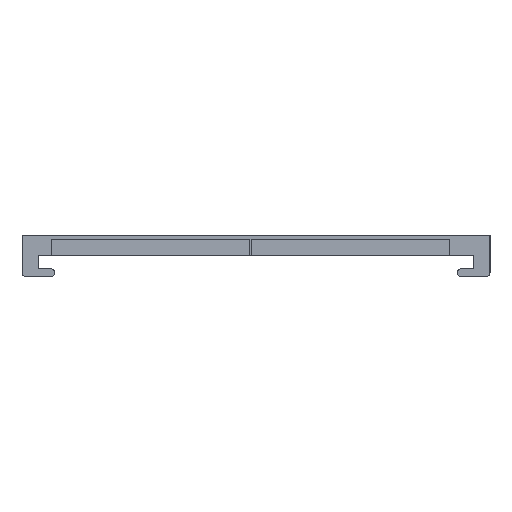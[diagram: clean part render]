
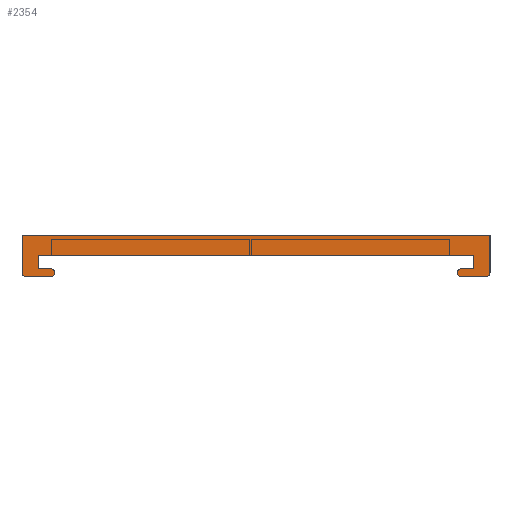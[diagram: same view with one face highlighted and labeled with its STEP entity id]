
A CAD part, left-side view. The second image highlights one B-rep face of the part: STEP entity #2354.
In plain terms, the highlighted planar face has unit normal (-1, 0, 0).
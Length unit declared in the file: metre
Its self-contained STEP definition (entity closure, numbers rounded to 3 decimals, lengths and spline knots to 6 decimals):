
#16=CIRCLE('',#2492,0.0005);
#17=CIRCLE('',#2493,0.0005);
#18=CIRCLE('',#2494,0.0005);
#19=CIRCLE('',#2495,0.0005);
#168=ORIENTED_EDGE('',*,*,#804,.F.);
#169=ORIENTED_EDGE('',*,*,#805,.T.);
#170=ORIENTED_EDGE('',*,*,#806,.F.);
#171=ORIENTED_EDGE('',*,*,#807,.F.);
#172=ORIENTED_EDGE('',*,*,#808,.T.);
#173=ORIENTED_EDGE('',*,*,#809,.T.);
#174=ORIENTED_EDGE('',*,*,#810,.T.);
#175=ORIENTED_EDGE('',*,*,#811,.T.);
#176=ORIENTED_EDGE('',*,*,#812,.F.);
#177=ORIENTED_EDGE('',*,*,#813,.F.);
#178=ORIENTED_EDGE('',*,*,#814,.T.);
#179=ORIENTED_EDGE('',*,*,#815,.T.);
#180=ORIENTED_EDGE('',*,*,#816,.T.);
#181=ORIENTED_EDGE('',*,*,#817,.T.);
#804=EDGE_CURVE('',#1110,#1111,#1354,.T.);
#805=EDGE_CURVE('',#1110,#1112,#16,.F.);
#806=EDGE_CURVE('',#1113,#1112,#1355,.T.);
#807=EDGE_CURVE('',#1114,#1113,#1356,.T.);
#808=EDGE_CURVE('',#1114,#1115,#1357,.T.);
#809=EDGE_CURVE('',#1115,#1116,#17,.F.);
#810=EDGE_CURVE('',#1116,#1117,#1358,.T.);
#811=EDGE_CURVE('',#1117,#1118,#18,.F.);
#812=EDGE_CURVE('',#1119,#1118,#1359,.T.);
#813=EDGE_CURVE('',#1120,#1119,#1360,.T.);
#814=EDGE_CURVE('',#1120,#1121,#1361,.T.);
#815=EDGE_CURVE('',#1121,#1122,#1362,.T.);
#816=EDGE_CURVE('',#1122,#1123,#1363,.T.);
#817=EDGE_CURVE('',#1123,#1111,#19,.F.);
#1110=VERTEX_POINT('',#3430);
#1111=VERTEX_POINT('',#3431);
#1112=VERTEX_POINT('',#3433);
#1113=VERTEX_POINT('',#3435);
#1114=VERTEX_POINT('',#3437);
#1115=VERTEX_POINT('',#3439);
#1116=VERTEX_POINT('',#3441);
#1117=VERTEX_POINT('',#3443);
#1118=VERTEX_POINT('',#3445);
#1119=VERTEX_POINT('',#3447);
#1120=VERTEX_POINT('',#3449);
#1121=VERTEX_POINT('',#3451);
#1122=VERTEX_POINT('',#3453);
#1123=VERTEX_POINT('',#3455);
#1354=LINE('',#3429,#1676);
#1355=LINE('',#3434,#1677);
#1356=LINE('',#3436,#1678);
#1357=LINE('',#3438,#1679);
#1358=LINE('',#3442,#1680);
#1359=LINE('',#3446,#1681);
#1360=LINE('',#3448,#1682);
#1361=LINE('',#3450,#1683);
#1362=LINE('',#3452,#1684);
#1363=LINE('',#3454,#1685);
#1676=VECTOR('',#2783,1.);
#1677=VECTOR('',#2786,1.);
#1678=VECTOR('',#2787,1.);
#1679=VECTOR('',#2788,1.);
#1680=VECTOR('',#2791,1.);
#1681=VECTOR('',#2794,1.);
#1682=VECTOR('',#2795,1.);
#1683=VECTOR('',#2796,1.);
#1684=VECTOR('',#2797,1.);
#1685=VECTOR('',#2798,1.);
#1914=EDGE_LOOP('',(#168,#169,#170,#171,#172,#173,#174,#175,#176,#177,#178,
#179,#180,#181));
#2074=FACE_BOUND('',#1914,.T.);
#2234=PLANE('',#2491);
#2354=ADVANCED_FACE('',(#2074),#2234,.F.);
#2491=AXIS2_PLACEMENT_3D('',#3428,#2781,#2782);
#2492=AXIS2_PLACEMENT_3D('',#3432,#2784,#2785);
#2493=AXIS2_PLACEMENT_3D('',#3440,#2789,#2790);
#2494=AXIS2_PLACEMENT_3D('',#3444,#2792,#2793);
#2495=AXIS2_PLACEMENT_3D('',#3456,#2799,#2800);
#2781=DIRECTION('',(1.,0.,0.));
#2782=DIRECTION('',(0.,1.,0.));
#2783=DIRECTION('',(0.,1.,0.));
#2784=DIRECTION('',(1.,0.,0.));
#2785=DIRECTION('',(0.,1.,0.));
#2786=DIRECTION('',(0.,0.,-1.));
#2787=DIRECTION('',(0.,-1.,0.));
#2788=DIRECTION('',(0.,0.,-1.));
#2789=DIRECTION('',(1.,0.,0.));
#2790=DIRECTION('',(0.,1.,0.));
#2791=DIRECTION('',(0.,-1.,0.));
#2792=DIRECTION('',(1.,0.,0.));
#2793=DIRECTION('',(0.,1.,0.));
#2794=DIRECTION('',(0.,-1.,0.));
#2795=DIRECTION('',(0.,0.,-1.));
#2796=DIRECTION('',(0.,-1.,0.));
#2797=DIRECTION('',(0.,0.,-1.));
#2798=DIRECTION('',(0.,1.,0.));
#2799=DIRECTION('',(1.,0.,0.));
#2800=DIRECTION('',(0.,1.,0.));
#3428=CARTESIAN_POINT('',(-0.0772,0.,0.002));
#3429=CARTESIAN_POINT('',(-0.0772,-0.0267,-0.0026));
#3430=CARTESIAN_POINT('',(-0.0772,-0.0282,-0.0026));
#3431=CARTESIAN_POINT('',(-0.0772,-0.0252,-0.0026));
#3432=CARTESIAN_POINT('',(-0.0772,-0.0282,-0.0021));
#3433=CARTESIAN_POINT('',(-0.0772,-0.0287,-0.0021));
#3434=CARTESIAN_POINT('',(-0.0772,-0.0287,-0.0021));
#3435=CARTESIAN_POINT('',(-0.0772,-0.0287,0.0025));
#3436=CARTESIAN_POINT('',(-0.0772,0.,0.0025));
#3437=CARTESIAN_POINT('',(-0.0772,0.0287,0.0025));
#3438=CARTESIAN_POINT('',(-0.0772,0.0287,-0.0021));
#3439=CARTESIAN_POINT('',(-0.0772,0.0287,-0.0021));
#3440=CARTESIAN_POINT('',(-0.0772,0.0282,-0.0021));
#3441=CARTESIAN_POINT('',(-0.0772,0.0282,-0.0026));
#3442=CARTESIAN_POINT('',(-0.0772,0.0267,-0.0026));
#3443=CARTESIAN_POINT('',(-0.0772,0.0252,-0.0026));
#3444=CARTESIAN_POINT('',(-0.0772,0.0252,-0.0021));
#3445=CARTESIAN_POINT('',(-0.0772,0.0252,-0.0016));
#3446=CARTESIAN_POINT('',(-0.0772,0.0257,-0.0016));
#3447=CARTESIAN_POINT('',(-0.0772,0.0267,-0.0016));
#3448=CARTESIAN_POINT('',(-0.0772,0.0267,0.002));
#3449=CARTESIAN_POINT('',(-0.0772,0.0267,0.));
#3450=CARTESIAN_POINT('',(-0.0772,0.,0.));
#3451=CARTESIAN_POINT('',(-0.0772,-0.0267,0.));
#3452=CARTESIAN_POINT('',(-0.0772,-0.0267,0.00045));
#3453=CARTESIAN_POINT('',(-0.0772,-0.0267,-0.0016));
#3454=CARTESIAN_POINT('',(-0.0772,-0.0257,-0.0016));
#3455=CARTESIAN_POINT('',(-0.0772,-0.0252,-0.0016));
#3456=CARTESIAN_POINT('',(-0.0772,-0.0252,-0.0021));
